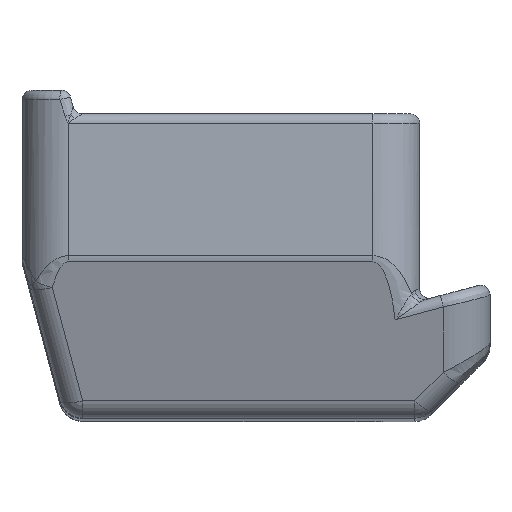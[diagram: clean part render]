
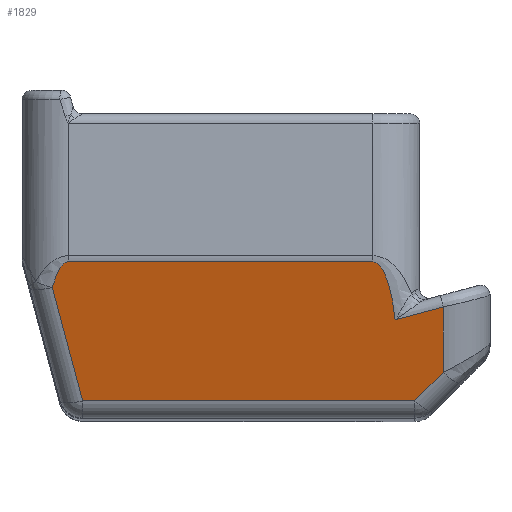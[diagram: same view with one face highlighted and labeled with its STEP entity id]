
A CAD part, top view. The second image highlights one B-rep face of the part: STEP entity #1829.
In plain terms, the highlighted planar face has unit normal (0, -0.259, 0.966).
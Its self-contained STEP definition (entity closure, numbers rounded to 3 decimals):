
#38=ELLIPSE('',#2014,1.932,0.5);
#39=ELLIPSE('',#2015,1.932,0.5);
#79=PLANE('',#2013);
#115=LINE('',#3396,#219);
#132=LINE('',#3535,#236);
#133=LINE('',#3541,#237);
#134=LINE('',#3545,#238);
#135=LINE('',#3547,#239);
#136=LINE('',#3548,#240);
#219=VECTOR('',#2309,10.);
#236=VECTOR('',#2380,10.);
#237=VECTOR('',#2387,10.);
#238=VECTOR('',#2390,10.);
#239=VECTOR('',#2391,10.);
#240=VECTOR('',#2392,10.);
#429=FACE_OUTER_BOUND('',#549,.T.);
#549=EDGE_LOOP('',(#1418,#1419,#1420,#1421,#1422,#1423,#1424,#1425));
#822=VERTEX_POINT('',#3337);
#829=VERTEX_POINT('',#3395);
#848=VERTEX_POINT('',#3534);
#849=VERTEX_POINT('',#3538);
#850=VERTEX_POINT('',#3540);
#851=VERTEX_POINT('',#3542);
#852=VERTEX_POINT('',#3544);
#853=VERTEX_POINT('',#3546);
#1018=EDGE_CURVE('',#822,#829,#115,.T.);
#1051=EDGE_CURVE('',#829,#848,#132,.T.);
#1053=EDGE_CURVE('',#849,#822,#38,.T.);
#1054=EDGE_CURVE('',#850,#849,#133,.T.);
#1055=EDGE_CURVE('',#851,#850,#39,.T.);
#1056=EDGE_CURVE('',#852,#851,#134,.T.);
#1057=EDGE_CURVE('',#853,#852,#135,.T.);
#1058=EDGE_CURVE('',#848,#853,#136,.T.);
#1418=ORIENTED_EDGE('',*,*,#1018,.F.);
#1419=ORIENTED_EDGE('',*,*,#1053,.F.);
#1420=ORIENTED_EDGE('',*,*,#1054,.F.);
#1421=ORIENTED_EDGE('',*,*,#1055,.F.);
#1422=ORIENTED_EDGE('',*,*,#1056,.F.);
#1423=ORIENTED_EDGE('',*,*,#1057,.F.);
#1424=ORIENTED_EDGE('',*,*,#1058,.F.);
#1425=ORIENTED_EDGE('',*,*,#1051,.F.);
#1829=ADVANCED_FACE('',(#429),#79,.F.);
#2013=AXIS2_PLACEMENT_3D('',#3537,#2383,#2384);
#2014=AXIS2_PLACEMENT_3D('',#3539,#2385,#2386);
#2015=AXIS2_PLACEMENT_3D('',#3543,#2388,#2389);
#2309=DIRECTION('',(0.964,0.258,0.069));
#2380=DIRECTION('',(0.,-0.966,-0.259));
#2383=DIRECTION('center_axis',(0.,0.259,-0.966));
#2384=DIRECTION('ref_axis',(0.,0.966,0.259));
#2385=DIRECTION('center_axis',(0.,0.259,-0.966));
#2386=DIRECTION('ref_axis',(0.,0.966,0.259));
#2387=DIRECTION('',(1.,0.,0.));
#2388=DIRECTION('center_axis',(0.,0.259,-0.966));
#2389=DIRECTION('ref_axis',(0.,0.966,0.259));
#2390=DIRECTION('',(-0.251,0.935,0.251));
#2391=DIRECTION('',(-1.,0.,0.));
#2392=DIRECTION('',(-0.695,-0.695,-0.186));
#3337=CARTESIAN_POINT('',(7.971,-4.901,22.151));
#3395=CARTESIAN_POINT('',(9.,-4.625,22.225));
#3396=CARTESIAN_POINT('',(4.157,-5.923,21.878));
#3534=CARTESIAN_POINT('',(9.,-6.02,21.851));
#3535=CARTESIAN_POINT('',(9.,-9.559,20.903));
#3537=CARTESIAN_POINT('Origin',(0.,-8.029,21.313));
#3538=CARTESIAN_POINT('',(7.5,-3.664,22.483));
#3539=CARTESIAN_POINT('Origin',(7.5,-5.53,21.983));
#3540=CARTESIAN_POINT('',(1.,-3.664,22.483));
#3541=CARTESIAN_POINT('',(2.5,-3.664,22.483));
#3542=CARTESIAN_POINT('',(0.646,-4.21,22.337));
#3543=CARTESIAN_POINT('Origin',(1.,-5.53,21.983));
#3544=CARTESIAN_POINT('',(1.295,-6.629,21.688));
#3545=CARTESIAN_POINT('',(1.715,-8.198,21.268));
#3546=CARTESIAN_POINT('',(8.391,-6.629,21.688));
#3547=CARTESIAN_POINT('',(0.456,-6.629,21.688));
#3548=CARTESIAN_POINT('',(4.562,-10.459,20.662));
